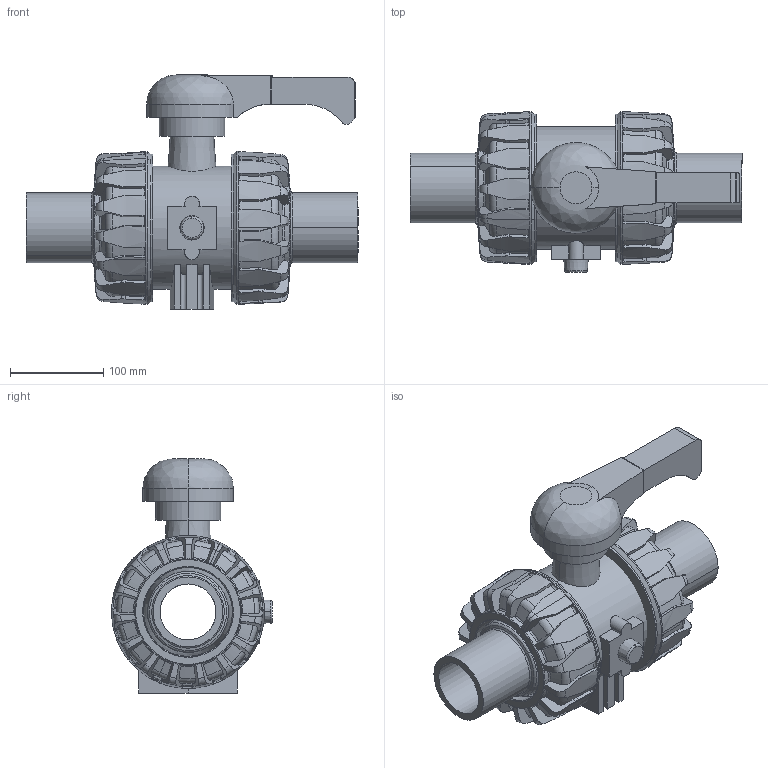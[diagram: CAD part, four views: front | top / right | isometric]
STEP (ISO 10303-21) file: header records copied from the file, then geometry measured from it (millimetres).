
FILE_DESCRIPTION(('STEP AP214'),'1');
FILE_NAME('vkdbm075e.stp','2018-03-06T12:28:03',('TraceParts'),('TraceParts S.A.'),'Spatial InterOp 3D',' ',' ');
FILE_SCHEMA(('automotive_design'));
Length unit declared in the file: millimetre
Products named in the file (6): vkdbm075e_1; vkdbm075e_2; vkdbm075e_3; vkdbm075e_4; vkdbm075e_5; vkdbm075e_6
Bounding box: 356 x 172.47 x 251 mm (x, y, z)
Volume: 3639582.1 mm3; surface area: 477765.1 mm2
Topology: 6 solids, 6 shells, 728 faces, 1958 edges, 1249 vertices
Faces by surface type: plane 204, cone 188, cylinder 178, torus 150, bspline 8
Entity records: 33869 total; most frequent: CARTESIAN_POINT 10312, ORIENTED_EDGE 3916, DIRECTION 3574, EDGE_CURVE 1958, AXIS2_PLACEMENT_3D 1575, VERTEX_POINT 1249, EDGE_LOOP 745, STYLED_ITEM 734
